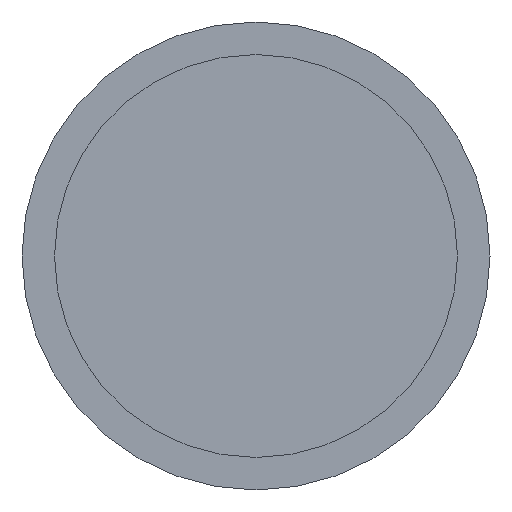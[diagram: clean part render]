
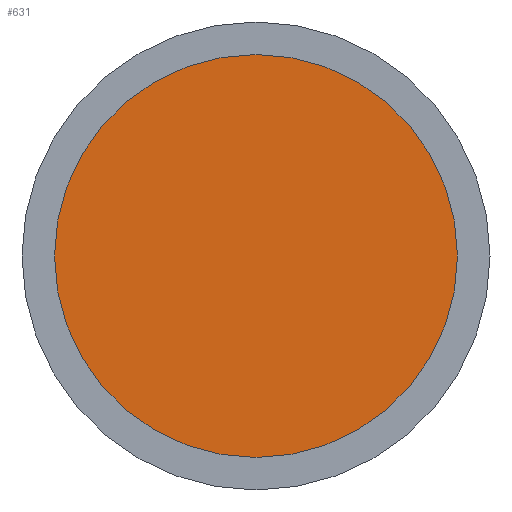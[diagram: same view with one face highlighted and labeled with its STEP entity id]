
A CAD part, front view. The second image highlights one B-rep face of the part: STEP entity #631.
In plain terms, the highlighted planar face has unit normal (0, -1, 0).
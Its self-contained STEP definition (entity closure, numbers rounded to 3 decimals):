
#49=PLANE('',#740);
#109=FACE_OUTER_BOUND('',#163,.T.);
#163=EDGE_LOOP('',(#536));
#262=CIRCLE('',#735,7.75);
#313=VERTEX_POINT('',#1165);
#386=EDGE_CURVE('',#313,#313,#262,.T.);
#536=ORIENTED_EDGE('',*,*,#386,.T.);
#631=ADVANCED_FACE('',(#109),#49,.T.);
#735=AXIS2_PLACEMENT_3D('',#1166,#927,#928);
#740=AXIS2_PLACEMENT_3D('',#1175,#939,#940);
#927=DIRECTION('center_axis',(0.,-1.,0.));
#928=DIRECTION('ref_axis',(1.,0.,0.));
#939=DIRECTION('center_axis',(0.,-1.,0.));
#940=DIRECTION('ref_axis',(0.,0.,-1.));
#1165=CARTESIAN_POINT('',(-7.75,-6.8,0.));
#1166=CARTESIAN_POINT('Origin',(0.,-6.8,0.));
#1175=CARTESIAN_POINT('Origin',(3.875,-6.8,0.));
